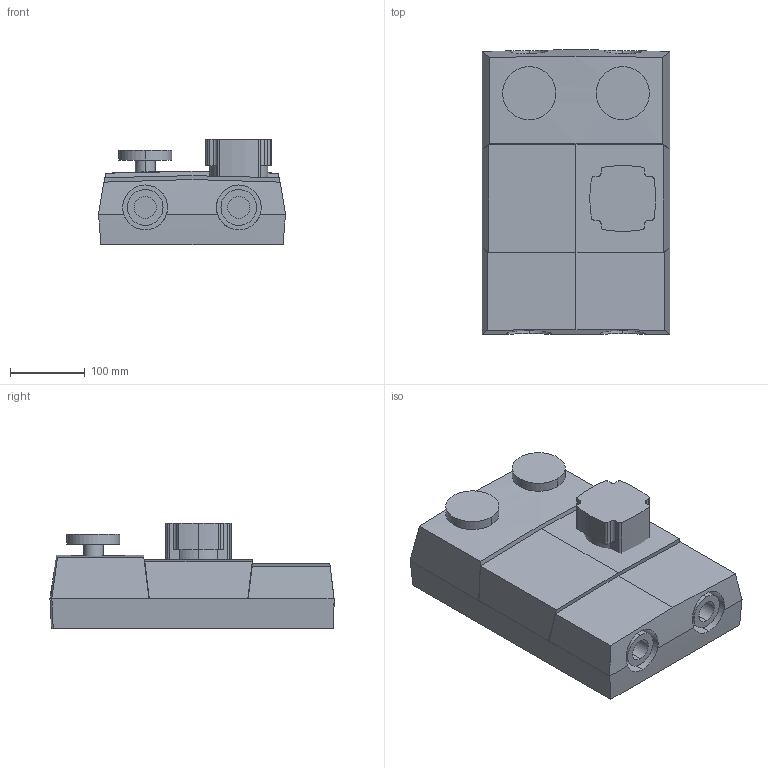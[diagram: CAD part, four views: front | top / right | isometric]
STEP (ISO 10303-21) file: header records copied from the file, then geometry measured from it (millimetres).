
FILE_DESCRIPTION (( 'STEP AP214' ), '1' );
FILE_NAME ('61001300 GDA DN25 G.STEP', '2021-12-27T13:05:46', ( '' ), ( '' ), 'SwSTEP 2.0', 'SolidWorks 2021', '' );
FILE_SCHEMA (( 'AUTOMOTIVE_DESIGN' ));
Length unit declared in the file: millimetre
Products named in the file (1): 61001300 GDA DN25 G
Bounding box: 250 x 379.43 x 140.75 mm (x, y, z)
Volume: 8608834.2 mm3; surface area: 457610 mm2
Topology: 3 solids, 3 shells, 164 faces, 410 edges, 270 vertices
Faces by surface type: cylinder 89, plane 65, bspline 8, torus 2
Entity records: 6447 total; most frequent: CARTESIAN_POINT 1841, ORIENTED_EDGE 820, DIRECTION 797, EDGE_CURVE 410, AXIS2_PLACEMENT_3D 292, VERTEX_POINT 270, LINE 213, VECTOR 213
